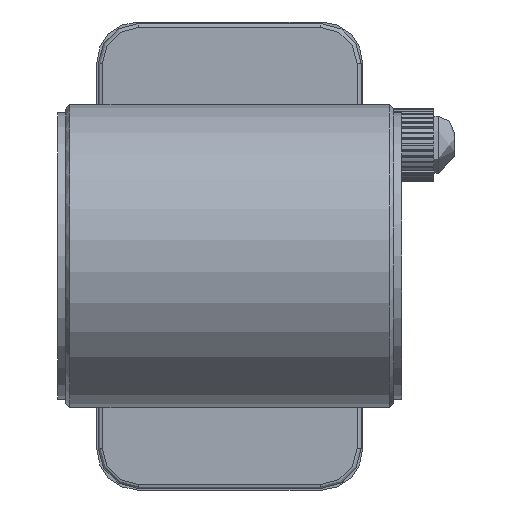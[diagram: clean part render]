
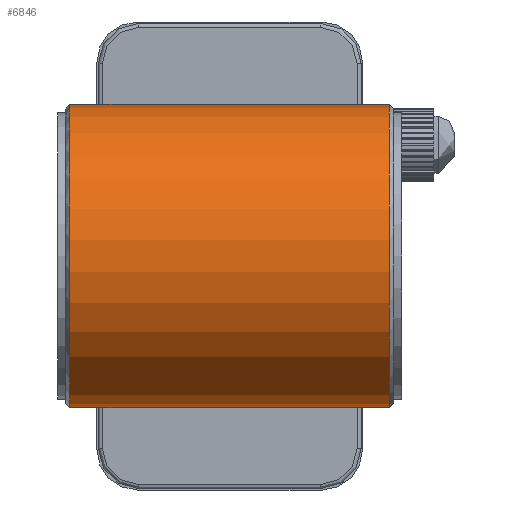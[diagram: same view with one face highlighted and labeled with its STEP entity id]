
A CAD part, front view. The second image highlights one B-rep face of the part: STEP entity #6846.
In plain terms, the highlighted cylindrical face has radius 37.5 mm (diameter 75 mm), a full revolution.
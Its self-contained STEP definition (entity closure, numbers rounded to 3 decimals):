
#62=FACE_BOUND('',#1136,.T.);
#63=FACE_BOUND('',#1137,.T.);
#263=CIRCLE('',#7383,37.5);
#264=CIRCLE('',#7384,37.5);
#354=CYLINDRICAL_SURFACE('',#7382,37.5);
#399=B_SPLINE_CURVE_WITH_KNOTS('',3,(#11555,#11556,#11557,#11558,#11559,
#11560,#11561,#11562,#11563,#11564,#11565,#11566,#11567,#11568,#11569,#11570,
#11571,#11572,#11573,#11574,#11575,#11576,#11577,#11578,#11579,#11580,#11581,
#11582,#11583,#11584,#11585,#11586,#11587,#11588,#11589,#11590,#11591,#11592,
#11593,#11594,#11595,#11596,#11597,#11598,#11599,#11600,#11601,#11602,#11603,
#11604),.UNSPECIFIED.,.T.,.F.,(4,2,2,2,2,2,2,2,2,2,2,2,2,2,2,2,2,2,2,2,
2,2,2,2,4),(-9.153,-8.867,-8.58,-8.008,
-7.436,-7.15,-6.865,-6.579,
-6.293,-5.721,-5.149,-4.863,
-4.576,-4.29,-4.004,-3.432,
-2.86,-2.574,-2.288,-2.002,
-1.716,-1.145,-0.572,-0.286,
0.),.UNSPECIFIED.);
#752=FACE_OUTER_BOUND('',#1135,.T.);
#1135=EDGE_LOOP('',(#5860));
#1136=EDGE_LOOP('',(#5861));
#1137=EDGE_LOOP('',(#5862));
#3135=VERTEX_POINT('',#11554);
#3136=VERTEX_POINT('',#11606);
#3137=VERTEX_POINT('',#11608);
#4046=EDGE_CURVE('',#3135,#3135,#399,.T.);
#4047=EDGE_CURVE('',#3136,#3136,#263,.T.);
#4048=EDGE_CURVE('',#3137,#3137,#264,.T.);
#5860=ORIENTED_EDGE('',*,*,#4047,.F.);
#5861=ORIENTED_EDGE('',*,*,#4048,.T.);
#5862=ORIENTED_EDGE('',*,*,#4046,.F.);
#6846=ADVANCED_FACE('',(#752,#62,#63),#354,.T.);
#7382=AXIS2_PLACEMENT_3D('',#11605,#9107,#9108);
#7383=AXIS2_PLACEMENT_3D('',#11607,#9109,#9110);
#7384=AXIS2_PLACEMENT_3D('',#11609,#9111,#9112);
#9107=DIRECTION('center_axis',(1.,0.,0.));
#9108=DIRECTION('ref_axis',(0.,0.,-1.));
#9109=DIRECTION('center_axis',(1.,0.,0.));
#9110=DIRECTION('ref_axis',(0.,0.,-1.));
#9111=DIRECTION('center_axis',(1.,0.,0.));
#9112=DIRECTION('ref_axis',(0.,0.,-1.));
#11554=CARTESIAN_POINT('',(15.,37.5,0.));
#11555=CARTESIAN_POINT('Ctrl Pts',(0.,34.369,15.));
#11556=CARTESIAN_POINT('Ctrl Pts',(0.954,34.369,15.));
#11557=CARTESIAN_POINT('Ctrl Pts',(1.936,34.41,14.908));
#11558=CARTESIAN_POINT('Ctrl Pts',(3.883,34.574,14.523));
#11559=CARTESIAN_POINT('Ctrl Pts',(4.848,34.698,14.23));
#11560=CARTESIAN_POINT('Ctrl Pts',(7.614,35.156,13.077));
#11561=CARTESIAN_POINT('Ctrl Pts',(9.286,35.579,11.927));
#11562=CARTESIAN_POINT('Ctrl Pts',(11.926,36.358,9.287));
#11563=CARTESIAN_POINT('Ctrl Pts',(13.077,36.766,7.615));
#11564=CARTESIAN_POINT('Ctrl Pts',(14.23,37.197,4.847));
#11565=CARTESIAN_POINT('Ctrl Pts',(14.523,37.311,3.882));
#11566=CARTESIAN_POINT('Ctrl Pts',(14.908,37.463,1.935));
#11567=CARTESIAN_POINT('Ctrl Pts',(15.,37.5,0.953));
#11568=CARTESIAN_POINT('Ctrl Pts',(15.,37.5,-0.953));
#11569=CARTESIAN_POINT('Ctrl Pts',(14.908,37.463,-1.935));
#11570=CARTESIAN_POINT('Ctrl Pts',(14.523,37.311,-3.882));
#11571=CARTESIAN_POINT('Ctrl Pts',(14.23,37.197,-4.847));
#11572=CARTESIAN_POINT('Ctrl Pts',(13.077,36.766,-7.615));
#11573=CARTESIAN_POINT('Ctrl Pts',(11.926,36.358,-9.287));
#11574=CARTESIAN_POINT('Ctrl Pts',(9.286,35.579,-11.927));
#11575=CARTESIAN_POINT('Ctrl Pts',(7.614,35.156,-13.077));
#11576=CARTESIAN_POINT('Ctrl Pts',(4.848,34.698,-14.23));
#11577=CARTESIAN_POINT('Ctrl Pts',(3.883,34.574,-14.523));
#11578=CARTESIAN_POINT('Ctrl Pts',(1.936,34.41,-14.908));
#11579=CARTESIAN_POINT('Ctrl Pts',(0.954,34.369,-15.));
#11580=CARTESIAN_POINT('Ctrl Pts',(-0.954,34.369,
-15.));
#11581=CARTESIAN_POINT('Ctrl Pts',(-1.936,34.41,-14.908));
#11582=CARTESIAN_POINT('Ctrl Pts',(-3.883,34.574,-14.523));
#11583=CARTESIAN_POINT('Ctrl Pts',(-4.848,34.698,-14.23));
#11584=CARTESIAN_POINT('Ctrl Pts',(-7.614,35.156,-13.077));
#11585=CARTESIAN_POINT('Ctrl Pts',(-9.286,35.579,-11.927));
#11586=CARTESIAN_POINT('Ctrl Pts',(-11.926,36.358,-9.287));
#11587=CARTESIAN_POINT('Ctrl Pts',(-13.077,36.766,-7.615));
#11588=CARTESIAN_POINT('Ctrl Pts',(-14.23,37.197,-4.847));
#11589=CARTESIAN_POINT('Ctrl Pts',(-14.523,37.311,-3.882));
#11590=CARTESIAN_POINT('Ctrl Pts',(-14.908,37.463,-1.935));
#11591=CARTESIAN_POINT('Ctrl Pts',(-15.,37.5,-0.953));
#11592=CARTESIAN_POINT('Ctrl Pts',(-15.,37.5,0.953));
#11593=CARTESIAN_POINT('Ctrl Pts',(-14.908,37.463,1.935));
#11594=CARTESIAN_POINT('Ctrl Pts',(-14.523,37.311,3.882));
#11595=CARTESIAN_POINT('Ctrl Pts',(-14.23,37.197,4.847));
#11596=CARTESIAN_POINT('Ctrl Pts',(-13.077,36.766,7.615));
#11597=CARTESIAN_POINT('Ctrl Pts',(-11.926,36.358,9.287));
#11598=CARTESIAN_POINT('Ctrl Pts',(-9.286,35.579,11.927));
#11599=CARTESIAN_POINT('Ctrl Pts',(-7.614,35.156,13.077));
#11600=CARTESIAN_POINT('Ctrl Pts',(-4.848,34.698,14.23));
#11601=CARTESIAN_POINT('Ctrl Pts',(-3.883,34.574,14.523));
#11602=CARTESIAN_POINT('Ctrl Pts',(-1.936,34.41,14.908));
#11603=CARTESIAN_POINT('Ctrl Pts',(-0.954,34.369,
15.));
#11604=CARTESIAN_POINT('Ctrl Pts',(0.,34.369,
15.));
#11605=CARTESIAN_POINT('Origin',(-40.5,0.,0.));
#11606=CARTESIAN_POINT('',(39.5,0.,-37.5));
#11607=CARTESIAN_POINT('Origin',(39.5,0.,0.));
#11608=CARTESIAN_POINT('',(-39.5,0.,-37.5));
#11609=CARTESIAN_POINT('Origin',(-39.5,0.,0.));
